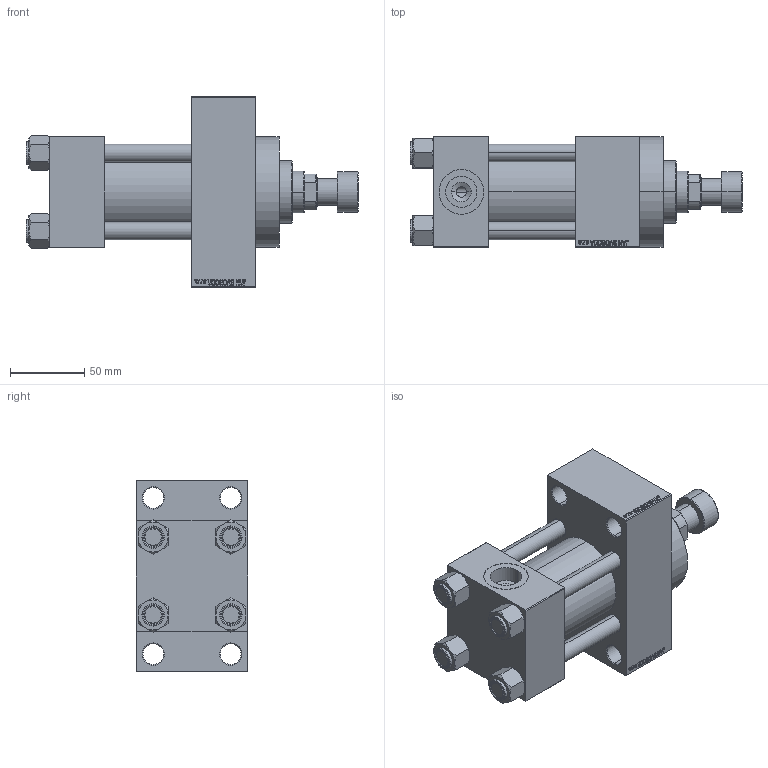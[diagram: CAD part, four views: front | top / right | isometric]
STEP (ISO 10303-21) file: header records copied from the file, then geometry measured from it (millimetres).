
FILE_DESCRIPTION (( 'STEP AP203' ), '1' );
FILE_NAME ('5c78.STEP', '2022-05-31T14:14:19', ( '' ), ( '' ), 'SwSTEP 2.0', 'SolidWorks 2019', '' );
FILE_SCHEMA (( 'CONFIG_CONTROL_DESIGN' ));
Length unit declared in the file: millimetre
Products named in the file (7): 5c78; V215CD_VCP_D a7fd31d5e5967ba4e409bb71fc7a9e20; V215CR_ROD_END_F a7fd31d5e5967ba4e409bb71fc7a9e20; V215CD_D_TYCINKA a7fd31d5e5967ba4e409bb71fc7a9e20; V215CD_D_Body a7fd31d5e5967ba4e409bb71fc7a9e20; V215CD_VC_A a7fd31d5e5967ba4e409bb71fc7a9e20; V215CD_NUT_M5_D a7fd31d5e5967ba4e409bb71fc7a9e20
Assembly tree (12 placements, depth 2):
  5c78
    V215CD_D_Body a7fd31d5e5967ba4e409bb71fc7a9e20
    V215CD_VC_A a7fd31d5e5967ba4e409bb71fc7a9e20
    V215CD_VCP_D a7fd31d5e5967ba4e409bb71fc7a9e20
    V215CD_D_TYCINKA a7fd31d5e5967ba4e409bb71fc7a9e20  x4
    V215CD_NUT_M5_D a7fd31d5e5967ba4e409bb71fc7a9e20  x4
    V215CR_ROD_END_F a7fd31d5e5967ba4e409bb71fc7a9e20
Bounding box: 223 x 75 x 128 mm (x, y, z)
Volume: 826720.6 mm3; surface area: 172054.7 mm2
Topology: 12 solids, 12 shells, 1125 faces, 2795 edges, 1809 vertices
Faces by surface type: plane 503, bspline 368, cone 146, cylinder 96, torus 12
Entity records: 47912 total; most frequent: CARTESIAN_POINT 25175, ORIENTED_EDGE 5082, DIRECTION 3313, EDGE_CURVE 2541, VERTEX_POINT 1665, VECTOR 1515, LINE 1515, EDGE_LOOP 1140
